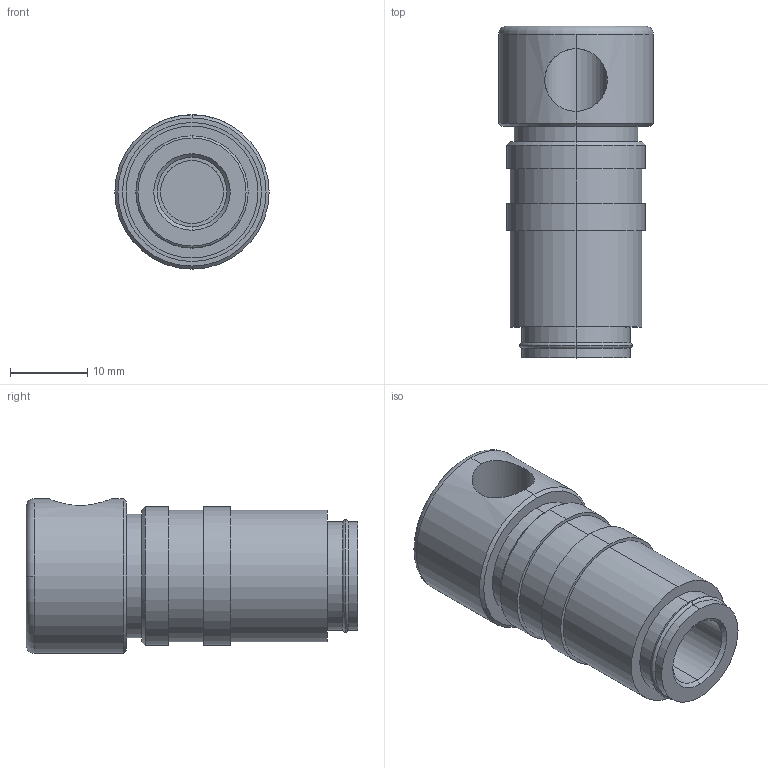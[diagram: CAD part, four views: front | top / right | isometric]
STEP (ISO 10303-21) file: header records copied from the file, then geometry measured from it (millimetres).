
FILE_DESCRIPTION(('STEP AP214'),'1');
FILE_NAME('eshm_8-uab.stp','2020-04-22T06:06:15',('TraceParts'),('TraceParts S.A.'),'Spatial InterOp 3D',' ',' ');
FILE_SCHEMA(('automotive_design'));
Length unit declared in the file: millimetre
Products named in the file (1): 1
Bounding box: 20 x 43 x 20 mm (x, y, z)
Volume: 8153.2 mm3; surface area: 4271 mm2
Topology: 1 solids, 1 shells, 44 faces, 97 edges, 61 vertices
Faces by surface type: cylinder 22, plane 10, torus 6, cone 6
Entity records: 1748 total; most frequent: CARTESIAN_POINT 363, DIRECTION 238, ORIENTED_EDGE 194, AXIS2_PLACEMENT_3D 104, EDGE_CURVE 97, VERTEX_POINT 61, CIRCLE 59, EDGE_LOOP 52
